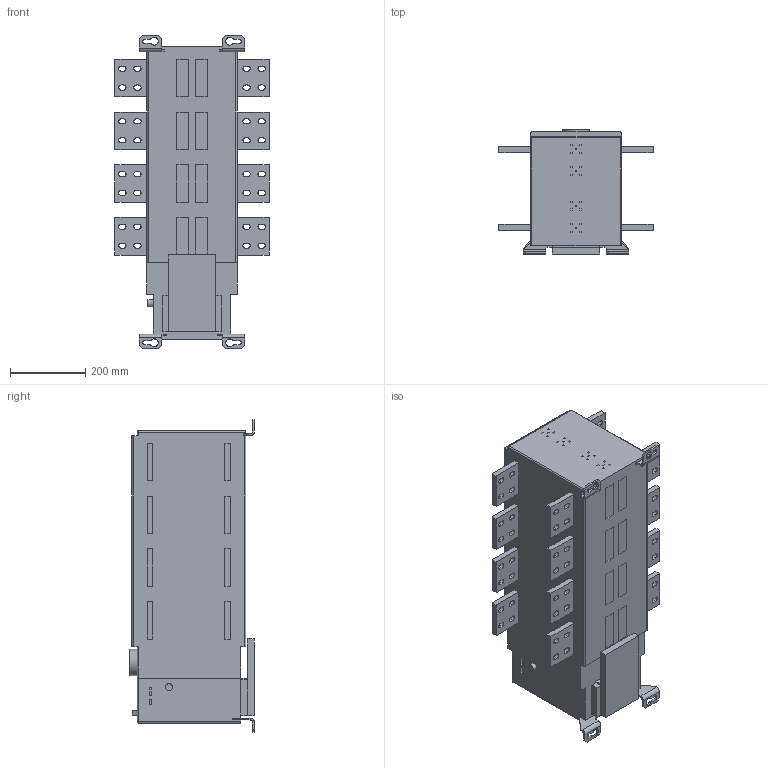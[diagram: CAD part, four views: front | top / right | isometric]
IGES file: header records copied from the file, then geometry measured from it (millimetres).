
Global section: file name: OTM3200E4C.igs; preprocessor: I-DEAS 3D IGES Translator 15; date: 20130221.083437; units: millimetre
Bounding box: 410 x 330.5 x 831 mm (x, y, z)
Volume: 56528116.3 mm3; surface area: 1389600.6 mm2
Topology: 1 solids, 1 shells, 708 faces, 2834 edges, 2972 vertices
Faces by surface type: bspline 708
